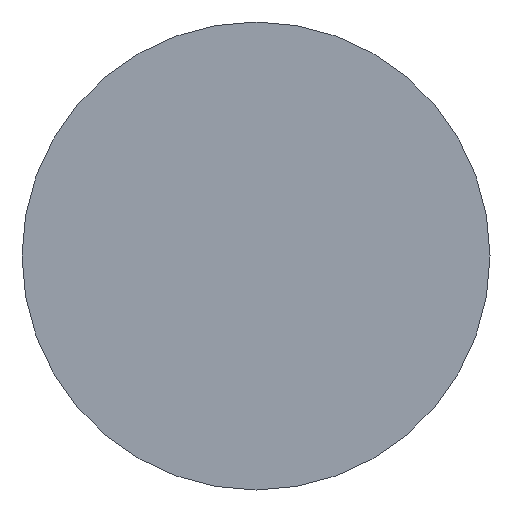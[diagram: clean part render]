
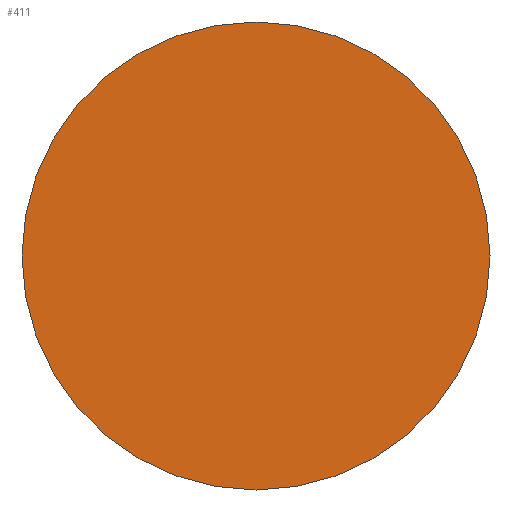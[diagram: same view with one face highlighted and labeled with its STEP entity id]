
A CAD part, left-side view. The second image highlights one B-rep face of the part: STEP entity #411.
In plain terms, the highlighted planar face has unit normal (-1, 0, 0).
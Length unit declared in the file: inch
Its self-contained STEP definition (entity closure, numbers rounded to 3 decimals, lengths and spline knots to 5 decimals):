
#16 = FACE_OUTER_BOUND ( 'NONE', #158, .T. ) ;
#68 = ORIENTED_EDGE ( 'NONE', *, *, #234, .F. ) ;
#84 = VERTEX_POINT ( 'NONE', #117 ) ;
#97 = DIRECTION ( 'NONE',  ( 0., 0., -1. ) ) ;
#117 = CARTESIAN_POINT ( 'NONE',  ( -0.272, 0., -0.018 ) ) ;
#121 = DIRECTION ( 'NONE',  ( 0., 0., 1. ) ) ;
#158 = EDGE_LOOP ( 'NONE', ( #68 ) ) ;
#196 = AXIS2_PLACEMENT_3D ( 'NONE', #385, #316, #121 ) ;
#234 = EDGE_CURVE ( 'NONE', #84, #84, #326, .T. ) ;
#277 = PLANE ( 'NONE',  #196 ) ;
#298 = AXIS2_PLACEMENT_3D ( 'NONE', #323, #394, #97 ) ;
#316 = DIRECTION ( 'NONE',  ( -1., 0., 0. ) ) ;
#323 = CARTESIAN_POINT ( 'NONE',  ( -0.272, 0., 0. ) ) ;
#326 = CIRCLE ( 'NONE', #298, 0.018 ) ;
#385 = CARTESIAN_POINT ( 'NONE',  ( -0.272, 0., 0. ) ) ;
#394 = DIRECTION ( 'NONE',  ( 1., 0., 0. ) ) ;
#411 = ADVANCED_FACE ( 'NONE', ( #16 ), #277, .T. ) ;
